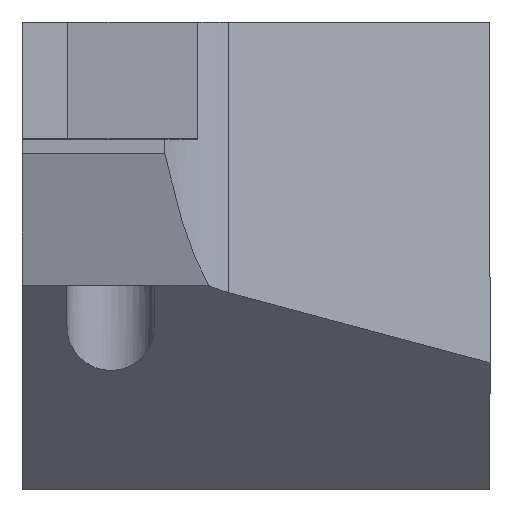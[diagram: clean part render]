
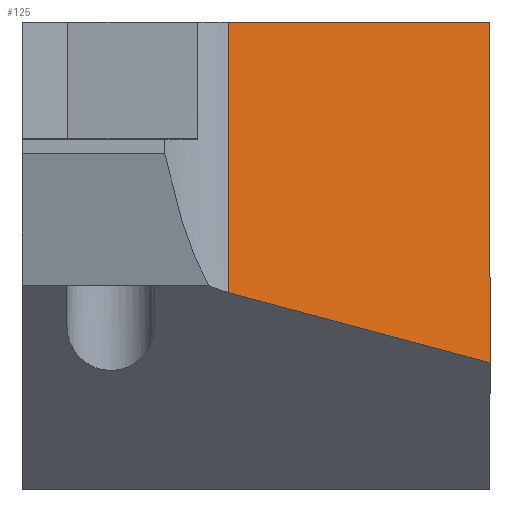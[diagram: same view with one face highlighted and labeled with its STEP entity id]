
A CAD part, left-side view. The second image highlights one B-rep face of the part: STEP entity #125.
In plain terms, the highlighted planar face has unit normal (-0.966, -0.259, 0).
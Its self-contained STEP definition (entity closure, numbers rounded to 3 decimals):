
#46 = CARTESIAN_POINT ( 'NONE',  ( -108.409, -28.882, -11.385 ) ) ;
#94 = EDGE_LOOP ( 'NONE', ( #947, #840, #582, #459 ) ) ;
#125 = ADVANCED_FACE ( 'NONE', ( #1259 ), #567, .T. ) ;
#159 = EDGE_CURVE ( 'NONE', #293, #956, #909, .T. ) ;
#223 = VECTOR ( 'NONE', #474, 1000. ) ;
#293 = VERTEX_POINT ( 'NONE', #495 ) ;
#322 = CARTESIAN_POINT ( 'NONE',  ( -118.541, 8.933, -162.643 ) ) ;
#343 = VECTOR ( 'NONE', #905, 1000. ) ;
#397 = CARTESIAN_POINT ( 'NONE',  ( -116.148, 0., -3.646 ) ) ;
#442 = VECTOR ( 'NONE', #555, 1000. ) ;
#448 = VERTEX_POINT ( 'NONE', #397 ) ;
#459 = ORIENTED_EDGE ( 'NONE', *, *, #159, .F. ) ;
#474 = DIRECTION ( 'NONE',  ( 0., 0., 1. ) ) ;
#495 = CARTESIAN_POINT ( 'NONE',  ( -118.541, 8.933, 8. ) ) ;
#550 = CARTESIAN_POINT ( 'NONE',  ( -118.541, 8.933, -162.643 ) ) ;
#555 = DIRECTION ( 'NONE',  ( 0.259, -0.966, 0. ) ) ;
#567 = PLANE ( 'NONE',  #1340 ) ;
#579 = LINE ( 'NONE', #1237, #223 ) ;
#582 = ORIENTED_EDGE ( 'NONE', *, *, #1078, .T. ) ;
#694 = CARTESIAN_POINT ( 'NONE',  ( -108.367, -29.037, 8. ) ) ;
#774 = DIRECTION ( 'NONE',  ( 0.259, -0.966, 0. ) ) ;
#840 = ORIENTED_EDGE ( 'NONE', *, *, #1396, .T. ) ;
#851 = CARTESIAN_POINT ( 'NONE',  ( -116.148, 0., 8. ) ) ;
#905 = DIRECTION ( 'NONE',  ( 0., 0., 1. ) ) ;
#909 = LINE ( 'NONE', #694, #442 ) ;
#921 = DIRECTION ( 'NONE',  ( -0.966, -0.259, 0. ) ) ;
#947 = ORIENTED_EDGE ( 'NONE', *, *, #1052, .F. ) ;
#956 = VERTEX_POINT ( 'NONE', #851 ) ;
#1030 = LINE ( 'NONE', #550, #343 ) ;
#1035 = VECTOR ( 'NONE', #1045, 1000. ) ;
#1045 = DIRECTION ( 'NONE',  ( 0.251, -0.935, -0.251 ) ) ;
#1052 = EDGE_CURVE ( 'NONE', #1300, #293, #1030, .T. ) ;
#1078 = EDGE_CURVE ( 'NONE', #448, #956, #579, .T. ) ;
#1133 = CARTESIAN_POINT ( 'NONE',  ( -118.541, 8.933, -1.253 ) ) ;
#1237 = CARTESIAN_POINT ( 'NONE',  ( -116.148, 0., 8. ) ) ;
#1259 = FACE_OUTER_BOUND ( 'NONE', #94, .T. ) ;
#1276 = LINE ( 'NONE', #46, #1035 ) ;
#1300 = VERTEX_POINT ( 'NONE', #1133 ) ;
#1340 = AXIS2_PLACEMENT_3D ( 'NONE', #322, #921, #774 ) ;
#1396 = EDGE_CURVE ( 'NONE', #1300, #448, #1276, .T. ) ;
